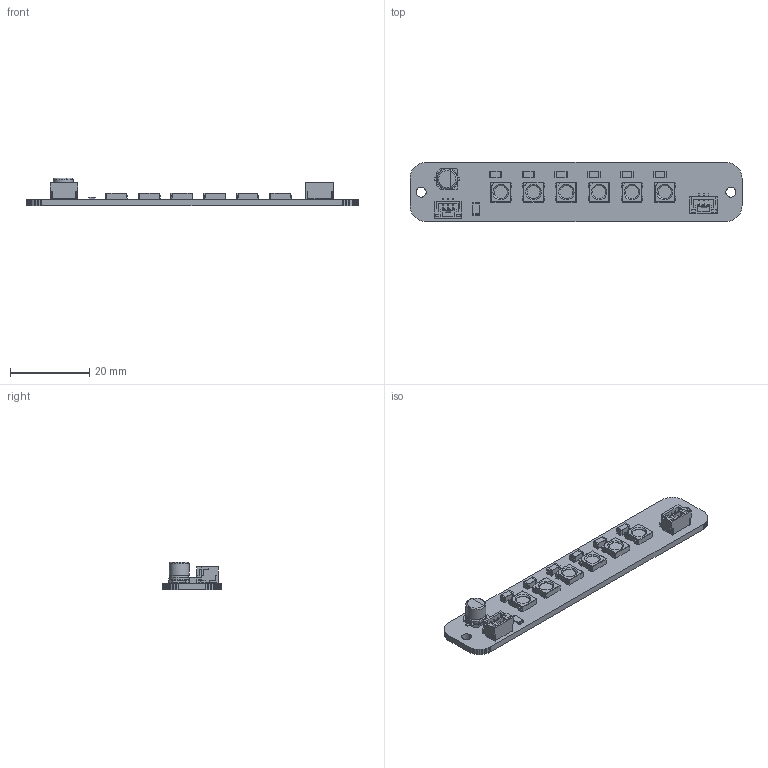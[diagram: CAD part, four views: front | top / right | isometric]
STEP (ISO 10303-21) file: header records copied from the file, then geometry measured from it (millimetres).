
FILE_DESCRIPTION(('KiCad electronic assembly'),'2;1');
FILE_NAME('RGB LED Mounting Board.step','2024-10-26T11:12:31',('Pcbnew') ,('Kicad'),'Open CASCADE STEP processor 7.7','KiCad to STEP converter' ,'Unknown');
FILE_SCHEMA(('AUTOMOTIVE_DESIGN { 1 0 10303 214 1 1 1 1 }'));
Length unit declared in the file: millimetre
Products named in the file (12): RGB LED Mounting Board 1; R_1206_3216Metric; SOLID; C_1206_3216Metric; CP_Elec_5x5.4; JST_GH_BM03B-GHS-TBT_1x03-1MP_P1.25mm_Vertical; LED_WS2812B_PLCC4_5.0x5.0mm_P3.2mm; RGB LED Mounting Board PCB
Assembly tree (22 placements, depth 3):
  RGB LED Mounting Board 1
    R_1206_3216Metric
      SOLID
    C_1206_3216Metric  x6
      SOLID
    CP_Elec_5x5.4
      SOLID
    JST_GH_BM03B-GHS-TBT_1x03-1MP_P1.25mm_Vertical  x2
      SOLID
    LED_WS2812B_PLCC4_5.0x5.0mm_P3.2mm  x6
      SOLID
    RGB LED Mounting Board PCB
Bounding box: 84 x 14.95 x 7.05 mm (x, y, z)
Volume: 2482.8 mm3; surface area: 4161.1 mm2
Topology: 17 solids, 17 shells, 1039 faces, 2925 edges, 1929 vertices
Faces by surface type: plane 802, cylinder 224, cone 6, torus 4, bspline 2, revolution 1
Full cylindrical faces by diameter (mm): 2.5 x2, 3.333 x6, 5 x2
Entity records: 30229 total; most frequent: CARTESIAN_POINT 5357, DIRECTION 4195, LINE 3085, VECTOR 3085, ORIENTED_EDGE 2214, PCURVE 2214, DEFINITIONAL_REPRESENTATION 2214, EDGE_CURVE 1107
